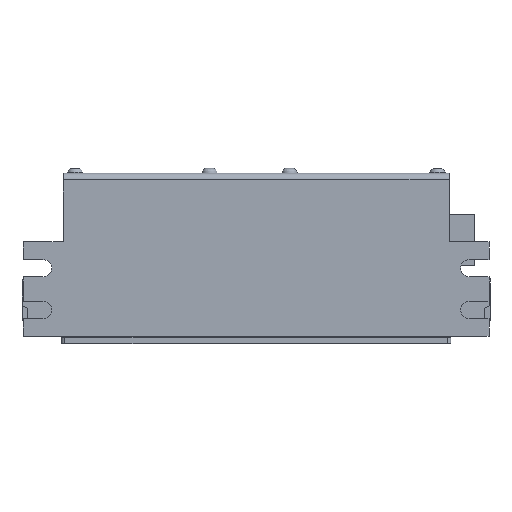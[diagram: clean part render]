
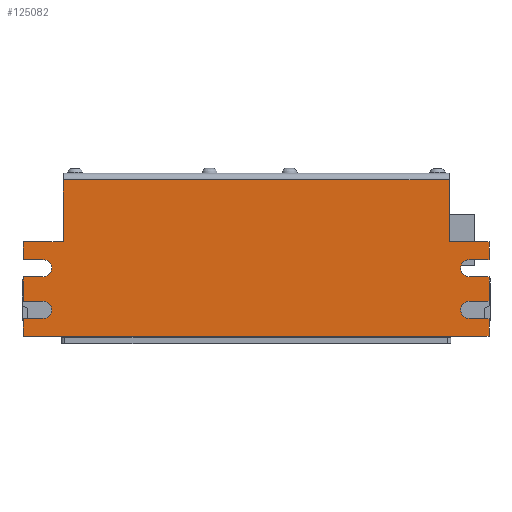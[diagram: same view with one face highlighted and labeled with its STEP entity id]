
A CAD part, front view. The second image highlights one B-rep face of the part: STEP entity #125082.
In plain terms, the highlighted planar face has unit normal (0, -1, 0).
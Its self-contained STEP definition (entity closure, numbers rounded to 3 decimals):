
#2638=LINE('',#175777,#18446);
#2640=LINE('',#175782,#18448);
#2642=LINE('',#175787,#18450);
#2643=LINE('',#175789,#18451);
#2644=LINE('',#175791,#18452);
#2645=LINE('',#175795,#18453);
#2646=LINE('',#175797,#18454);
#2647=LINE('',#175799,#18455);
#2648=LINE('',#175801,#18456);
#2649=LINE('',#175803,#18457);
#2650=LINE('',#175807,#18458);
#2651=LINE('',#175809,#18459);
#2652=LINE('',#175811,#18460);
#2653=LINE('',#175815,#18461);
#2654=LINE('',#175817,#18462);
#2655=LINE('',#175818,#18463);
#2656=LINE('',#175820,#18464);
#2657=LINE('',#175822,#18465);
#2658=LINE('',#175824,#18466);
#2659=LINE('',#175826,#18467);
#18446=VECTOR('',#141830,1.);
#18448=VECTOR('',#141834,1.);
#18450=VECTOR('',#141838,1.);
#18451=VECTOR('',#141839,1.);
#18452=VECTOR('',#141840,1.);
#18453=VECTOR('',#141843,1.);
#18454=VECTOR('',#141844,1.);
#18455=VECTOR('',#141845,1.);
#18456=VECTOR('',#141846,1.);
#18457=VECTOR('',#141847,1.);
#18458=VECTOR('',#141850,1.);
#18459=VECTOR('',#141851,1.);
#18460=VECTOR('',#141852,1.);
#18461=VECTOR('',#141855,1.);
#18462=VECTOR('',#141856,1.);
#18463=VECTOR('',#141857,1.);
#18464=VECTOR('',#141858,1.);
#18465=VECTOR('',#141859,1.);
#18466=VECTOR('',#141860,1.);
#18467=VECTOR('',#141861,1.);
#34393=FACE_OUTER_BOUND('',#41109,.T.);
#41109=EDGE_LOOP('',(#82372,#82373,#82374,#82375,#82376,#82377,#82378,#82379,
#82380,#82381,#82382,#82383,#82384,#82385,#82386,#82387,#82388,#82389,#82390,
#82391,#82392,#82393,#82394,#82395));
#48029=CIRCLE('',#132038,2.6);
#48030=CIRCLE('',#132039,2.6);
#48031=CIRCLE('',#132040,2.6);
#48032=CIRCLE('',#132041,2.6);
#50582=VERTEX_POINT('',#175763);
#50585=VERTEX_POINT('',#175775);
#50587=VERTEX_POINT('',#175781);
#50588=VERTEX_POINT('',#175785);
#50589=VERTEX_POINT('',#175786);
#50590=VERTEX_POINT('',#175788);
#50591=VERTEX_POINT('',#175790);
#50592=VERTEX_POINT('',#175792);
#50593=VERTEX_POINT('',#175794);
#50594=VERTEX_POINT('',#175796);
#50595=VERTEX_POINT('',#175798);
#50596=VERTEX_POINT('',#175800);
#50597=VERTEX_POINT('',#175802);
#50598=VERTEX_POINT('',#175804);
#50599=VERTEX_POINT('',#175806);
#50600=VERTEX_POINT('',#175808);
#50601=VERTEX_POINT('',#175810);
#50602=VERTEX_POINT('',#175812);
#50603=VERTEX_POINT('',#175814);
#50604=VERTEX_POINT('',#175816);
#50605=VERTEX_POINT('',#175819);
#50606=VERTEX_POINT('',#175821);
#50607=VERTEX_POINT('',#175823);
#50608=VERTEX_POINT('',#175825);
#62926=EDGE_CURVE('',#50582,#50585,#2638,.T.);
#62928=EDGE_CURVE('',#50582,#50587,#2640,.T.);
#62930=EDGE_CURVE('',#50588,#50589,#2642,.T.);
#62931=EDGE_CURVE('',#50588,#50590,#2643,.T.);
#62932=EDGE_CURVE('',#50590,#50591,#2644,.T.);
#62933=EDGE_CURVE('',#50591,#50592,#48029,.T.);
#62934=EDGE_CURVE('',#50593,#50592,#2645,.T.);
#62935=EDGE_CURVE('',#50593,#50594,#2646,.T.);
#62936=EDGE_CURVE('',#50594,#50595,#2647,.T.);
#62937=EDGE_CURVE('',#50596,#50595,#2648,.T.);
#62938=EDGE_CURVE('',#50597,#50596,#2649,.T.);
#62939=EDGE_CURVE('',#50597,#50598,#48030,.T.);
#62940=EDGE_CURVE('',#50598,#50599,#2650,.T.);
#62941=EDGE_CURVE('',#50600,#50599,#2651,.T.);
#62942=EDGE_CURVE('',#50601,#50600,#2652,.T.);
#62943=EDGE_CURVE('',#50601,#50602,#48031,.T.);
#62944=EDGE_CURVE('',#50602,#50603,#2653,.T.);
#62945=EDGE_CURVE('',#50604,#50603,#2654,.T.);
#62946=EDGE_CURVE('',#50587,#50604,#2655,.T.);
#62947=EDGE_CURVE('',#50585,#50605,#2656,.T.);
#62948=EDGE_CURVE('',#50606,#50605,#2657,.T.);
#62949=EDGE_CURVE('',#50606,#50607,#2658,.T.);
#62950=EDGE_CURVE('',#50607,#50608,#2659,.T.);
#62951=EDGE_CURVE('',#50608,#50589,#48032,.T.);
#82372=ORIENTED_EDGE('',*,*,#62930,.F.);
#82373=ORIENTED_EDGE('',*,*,#62931,.T.);
#82374=ORIENTED_EDGE('',*,*,#62932,.T.);
#82375=ORIENTED_EDGE('',*,*,#62933,.T.);
#82376=ORIENTED_EDGE('',*,*,#62934,.F.);
#82377=ORIENTED_EDGE('',*,*,#62935,.T.);
#82378=ORIENTED_EDGE('',*,*,#62936,.T.);
#82379=ORIENTED_EDGE('',*,*,#62937,.F.);
#82380=ORIENTED_EDGE('',*,*,#62938,.F.);
#82381=ORIENTED_EDGE('',*,*,#62939,.T.);
#82382=ORIENTED_EDGE('',*,*,#62940,.T.);
#82383=ORIENTED_EDGE('',*,*,#62941,.F.);
#82384=ORIENTED_EDGE('',*,*,#62942,.F.);
#82385=ORIENTED_EDGE('',*,*,#62943,.T.);
#82386=ORIENTED_EDGE('',*,*,#62944,.T.);
#82387=ORIENTED_EDGE('',*,*,#62945,.F.);
#82388=ORIENTED_EDGE('',*,*,#62946,.F.);
#82389=ORIENTED_EDGE('',*,*,#62928,.F.);
#82390=ORIENTED_EDGE('',*,*,#62926,.T.);
#82391=ORIENTED_EDGE('',*,*,#62947,.T.);
#82392=ORIENTED_EDGE('',*,*,#62948,.F.);
#82393=ORIENTED_EDGE('',*,*,#62949,.T.);
#82394=ORIENTED_EDGE('',*,*,#62950,.T.);
#82395=ORIENTED_EDGE('',*,*,#62951,.T.);
#118869=PLANE('',#132037);
#125082=ADVANCED_FACE('',(#34393),#118869,.F.);
#132037=AXIS2_PLACEMENT_3D('',#175784,#141836,#141837);
#132038=AXIS2_PLACEMENT_3D('',#175793,#141841,#141842);
#132039=AXIS2_PLACEMENT_3D('',#175805,#141848,#141849);
#132040=AXIS2_PLACEMENT_3D('',#175813,#141853,#141854);
#132041=AXIS2_PLACEMENT_3D('',#175827,#141862,#141863);
#141830=DIRECTION('',(-1.,0.,0.));
#141834=DIRECTION('',(0.,0.,-1.));
#141836=DIRECTION('center_axis',(0.,1.,0.));
#141837=DIRECTION('ref_axis',(1.,0.,0.));
#141838=DIRECTION('',(1.,0.,0.));
#141839=DIRECTION('',(0.,0.,-1.));
#141840=DIRECTION('',(1.,0.,0.));
#141841=DIRECTION('center_axis',(0.,1.,0.));
#141842=DIRECTION('ref_axis',(0.,0.,
-1.));
#141843=DIRECTION('',(1.,0.,0.));
#141844=DIRECTION('',(0.,0.,-1.));
#141845=DIRECTION('',(1.,0.,0.));
#141846=DIRECTION('',(0.,0.,-1.));
#141847=DIRECTION('',(1.,0.,0.));
#141848=DIRECTION('center_axis',(0.,1.,0.));
#141849=DIRECTION('ref_axis',(0.,0.,
-1.));
#141850=DIRECTION('',(1.,0.,0.));
#141851=DIRECTION('',(0.,0.,-1.));
#141852=DIRECTION('',(1.,0.,0.));
#141853=DIRECTION('center_axis',(0.,1.,0.));
#141854=DIRECTION('ref_axis',(0.,0.,
-1.));
#141855=DIRECTION('',(1.,0.,0.));
#141856=DIRECTION('',(0.,0.,-1.));
#141857=DIRECTION('',(1.,0.,0.));
#141858=DIRECTION('',(0.,0.,-1.));
#141859=DIRECTION('',(1.,0.,0.));
#141860=DIRECTION('',(0.,0.,-1.));
#141861=DIRECTION('',(1.,0.,0.));
#141862=DIRECTION('center_axis',(0.,1.,0.));
#141863=DIRECTION('ref_axis',(0.,0.,
-1.));
#175763=CARTESIAN_POINT('',(116.5,-1.,49.3));
#175775=CARTESIAN_POINT('',(0.5,-1.,49.3));
#175777=CARTESIAN_POINT('',(58.5,-1.,49.3));
#175781=CARTESIAN_POINT('',(116.5,-1.,30.7));
#175782=CARTESIAN_POINT('',(116.5,-1.,40.));
#175784=CARTESIAN_POINT('Origin',(58.5,-1.,51.3));
#175785=CARTESIAN_POINT('',(-11.5,-1.,20.1));
#175786=CARTESIAN_POINT('',(-5.6,-1.,20.1));
#175787=CARTESIAN_POINT('',(-8.55,-1.,20.1));
#175788=CARTESIAN_POINT('',(-11.5,-1.,12.8));
#175789=CARTESIAN_POINT('',(-11.5,-1.,16.45));
#175790=CARTESIAN_POINT('',(-5.6,-1.,12.8));
#175791=CARTESIAN_POINT('',(-8.55,-1.,12.8));
#175792=CARTESIAN_POINT('',(-5.6,-1.,7.6));
#175793=CARTESIAN_POINT('Origin',(-5.6,-1.,10.2));
#175794=CARTESIAN_POINT('',(-11.5,-1.,7.6));
#175795=CARTESIAN_POINT('',(-8.55,-1.,7.6));
#175796=CARTESIAN_POINT('',(-11.5,-1.,2.2));
#175797=CARTESIAN_POINT('',(-11.5,-1.,4.9));
#175798=CARTESIAN_POINT('',(128.5,-1.,2.2));
#175799=CARTESIAN_POINT('',(58.5,-1.,2.2));
#175800=CARTESIAN_POINT('',(128.5,-1.,7.6));
#175801=CARTESIAN_POINT('',(128.5,-1.,4.9));
#175802=CARTESIAN_POINT('',(122.6,-1.,7.6));
#175803=CARTESIAN_POINT('',(125.55,-1.,7.6));
#175804=CARTESIAN_POINT('',(122.6,-1.,12.8));
#175805=CARTESIAN_POINT('Origin',(122.6,-1.,10.2));
#175806=CARTESIAN_POINT('',(128.5,-1.,12.8));
#175807=CARTESIAN_POINT('',(125.55,-1.,12.8));
#175808=CARTESIAN_POINT('',(128.5,-1.,20.1));
#175809=CARTESIAN_POINT('',(128.5,-1.,16.45));
#175810=CARTESIAN_POINT('',(122.6,-1.,20.1));
#175811=CARTESIAN_POINT('',(125.55,-1.,20.1));
#175812=CARTESIAN_POINT('',(122.6,-1.,25.3));
#175813=CARTESIAN_POINT('Origin',(122.6,-1.,22.7));
#175814=CARTESIAN_POINT('',(128.5,-1.,25.3));
#175815=CARTESIAN_POINT('',(125.55,-1.,25.3));
#175816=CARTESIAN_POINT('',(128.5,-1.,30.7));
#175817=CARTESIAN_POINT('',(128.5,-1.,28.));
#175818=CARTESIAN_POINT('',(122.5,-1.,30.7));
#175819=CARTESIAN_POINT('',(0.5,-1.,30.7));
#175820=CARTESIAN_POINT('',(0.5,-1.,40.));
#175821=CARTESIAN_POINT('',(-11.5,-1.,30.7));
#175822=CARTESIAN_POINT('',(-5.5,-1.,30.7));
#175823=CARTESIAN_POINT('',(-11.5,-1.,25.3));
#175824=CARTESIAN_POINT('',(-11.5,-1.,28.));
#175825=CARTESIAN_POINT('',(-5.6,-1.,25.3));
#175826=CARTESIAN_POINT('',(-8.55,-1.,25.3));
#175827=CARTESIAN_POINT('Origin',(-5.6,-1.,22.7));
